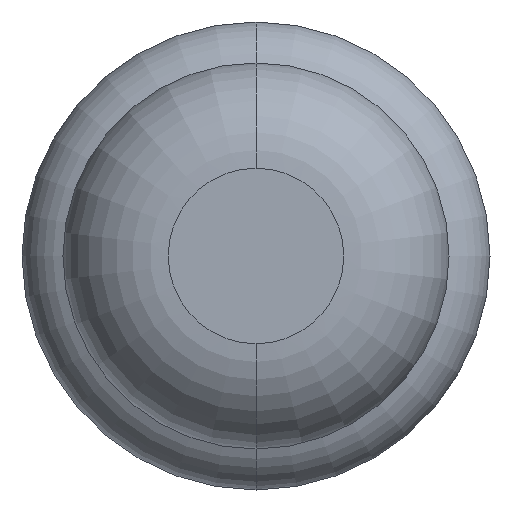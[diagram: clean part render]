
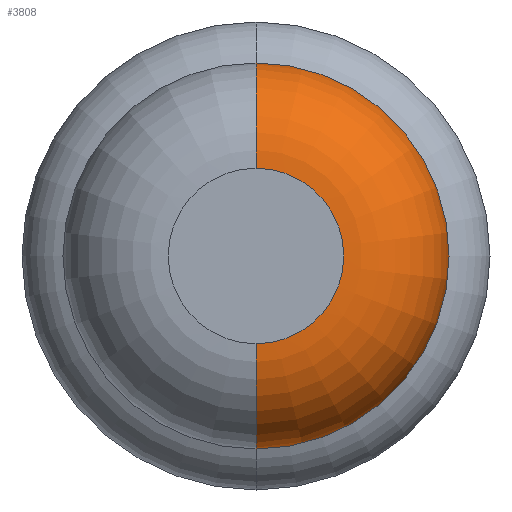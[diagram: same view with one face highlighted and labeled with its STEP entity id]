
A CAD part, front view. The second image highlights one B-rep face of the part: STEP entity #3808.
In plain terms, the highlighted toroidal (fillet/blend) face has major radius 0.375 mm and minor radius 0.45 mm.
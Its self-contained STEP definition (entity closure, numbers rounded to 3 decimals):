
#75 = CIRCLE ( 'NONE', #4087, 0.825 ) ;
#227 = DIRECTION ( 'NONE',  ( 0., 1., 0. ) ) ;
#355 = CIRCLE ( 'NONE', #2611, 0.45 ) ;
#459 = VERTEX_POINT ( 'NONE', #2151 ) ;
#543 = DIRECTION ( 'NONE',  ( -1., 0., 0. ) ) ;
#549 = EDGE_CURVE ( 'Defeature ausgef�hrt1_6+Defeature ausgef�hrt1_5+Defeature ausgef�hrt1_5+Defeature ausgef�hrt1_5', #4312, #459, #1318, .T. ) ;
#573 = CARTESIAN_POINT ( 'NONE',  ( 0., -29.95, 0.375 ) ) ;
#603 = DIRECTION ( 'NONE',  ( 0., 1., 0. ) ) ;
#911 = ORIENTED_EDGE ( 'NONE', *, *, #3219, .T. ) ;
#1159 = VERTEX_POINT ( 'NONE', #3774 ) ;
#1235 = CARTESIAN_POINT ( 'NONE',  ( 0., -29.95, 0. ) ) ;
#1254 = AXIS2_PLACEMENT_3D ( 'NONE', #1235, #603, #3900 ) ;
#1318 = CIRCLE ( 'NONE', #3586, 0.375 ) ;
#2151 = CARTESIAN_POINT ( 'NONE',  ( 0., -30.4, -0.375 ) ) ;
#2176 = DIRECTION ( 'NONE',  ( 0., 0., 1. ) ) ;
#2286 = DIRECTION ( 'NONE',  ( 0., 0., -1. ) ) ;
#2308 = ORIENTED_EDGE ( 'NONE', *, *, #4085, .F. ) ;
#2367 = ORIENTED_EDGE ( 'NONE', *, *, #549, .T. ) ;
#2517 = DIRECTION ( 'NONE',  ( 0., 0., 1. ) ) ;
#2535 = CARTESIAN_POINT ( 'NONE',  ( 0., -29.95, 0. ) ) ;
#2605 = EDGE_LOOP ( 'NONE', ( #2367, #911, #3987, #2308 ) ) ;
#2611 = AXIS2_PLACEMENT_3D ( 'NONE', #573, #543, #3575 ) ;
#2639 = DIRECTION ( 'NONE',  ( 1., 0., 0. ) ) ;
#2659 = TOROIDAL_SURFACE ( 'NONE', #1254, 0.375, 0.45 ) ;
#2771 = CARTESIAN_POINT ( 'NONE',  ( 0., -30.4, 0.375 ) ) ;
#2836 = CARTESIAN_POINT ( 'NONE',  ( 0., -30.4, 0. ) ) ;
#3178 = VERTEX_POINT ( 'NONE', #4006 ) ;
#3219 = EDGE_CURVE ( 'NONE', #459, #3178, #4180, .T. ) ;
#3434 = FACE_OUTER_BOUND ( 'NONE', #2605, .T. ) ;
#3539 = DIRECTION ( 'NONE',  ( 0., 1., 0. ) ) ;
#3575 = DIRECTION ( 'NONE',  ( 0., 0., 1. ) ) ;
#3586 = AXIS2_PLACEMENT_3D ( 'NONE', #2836, #3539, #2517 ) ;
#3774 = CARTESIAN_POINT ( 'NONE',  ( 0., -29.95, 0.825 ) ) ;
#3808 = ADVANCED_FACE ( 'Defeature ausgef�hrt1_6', ( #3434 ), #2659, .T. ) ;
#3900 = DIRECTION ( 'NONE',  ( 0., 0., 1. ) ) ;
#3987 = ORIENTED_EDGE ( 'NONE', *, *, #4070, .F. ) ;
#4006 = CARTESIAN_POINT ( 'NONE',  ( 0., -29.95, -0.825 ) ) ;
#4070 = EDGE_CURVE ( 'Defeature ausgef�hrt1_7+Defeature ausgef�hrt1_6+Defeature ausgef�hrt1_6+Defeature ausgef�hrt1_6', #1159, #3178, #75, .T. ) ;
#4085 = EDGE_CURVE ( 'NONE', #4312, #1159, #355, .T. ) ;
#4087 = AXIS2_PLACEMENT_3D ( 'NONE', #2535, #227, #2176 ) ;
#4112 = AXIS2_PLACEMENT_3D ( 'NONE', #4322, #2639, #2286 ) ;
#4180 = CIRCLE ( 'NONE', #4112, 0.45 ) ;
#4312 = VERTEX_POINT ( 'NONE', #2771 ) ;
#4322 = CARTESIAN_POINT ( 'NONE',  ( 0., -29.95, -0.375 ) ) ;
